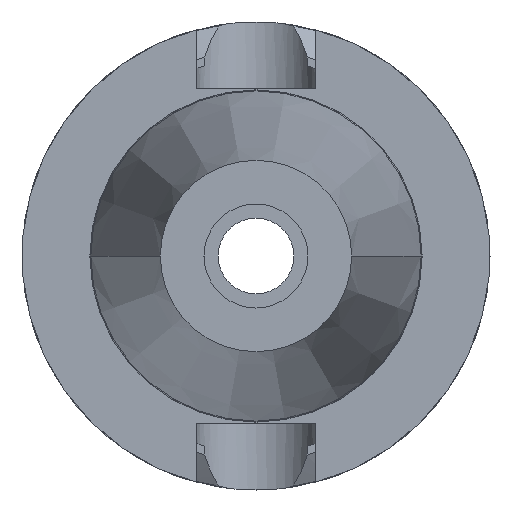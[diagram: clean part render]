
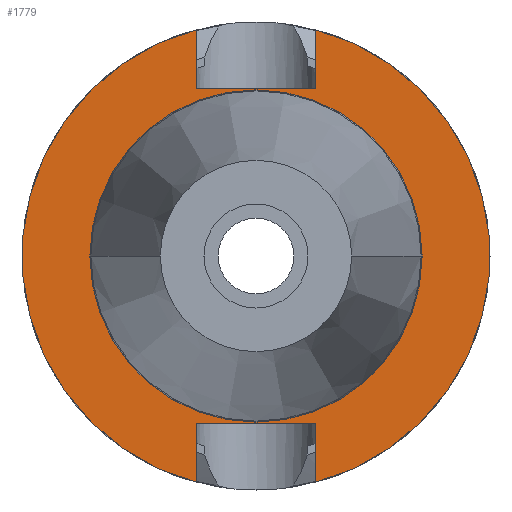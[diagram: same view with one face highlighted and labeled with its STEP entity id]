
A CAD part, left-side view. The second image highlights one B-rep face of the part: STEP entity #1779.
In plain terms, the highlighted planar face has unit normal (-1, 0, 0).
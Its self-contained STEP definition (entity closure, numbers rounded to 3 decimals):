
#326=CARTESIAN_POINT('',(2.,0.,0.));
#327=DIRECTION('',(-1.,0.,0.));
#328=DIRECTION('',(0.,0.256,0.967));
#329=AXIS2_PLACEMENT_3D('',#326,#327,#328);
#341=CARTESIAN_POINT('',(2.,0.,0.));
#342=DIRECTION('',(-1.,0.,0.));
#343=DIRECTION('',(0.,-0.256,-0.967));
#344=AXIS2_PLACEMENT_3D('',#341,#342,#343);
#364=DIRECTION('',(0.,1.,0.));
#365=VECTOR('',#364,16.1);
#366=CARTESIAN_POINT('',(2.,-8.05,-22.6));
#367=LINE('',#366,#365);
#371=DIRECTION('',(0.,0.,1.));
#372=VECTOR('',#371,7.854);
#373=CARTESIAN_POINT('',(2.,8.05,-30.454));
#374=LINE('',#373,#372);
#378=DIRECTION('',(0.,0.,-1.));
#379=VECTOR('',#378,7.854);
#380=CARTESIAN_POINT('',(2.,8.05,30.454));
#381=LINE('',#380,#379);
#385=DIRECTION('',(0.,1.,0.));
#386=VECTOR('',#385,16.1);
#387=CARTESIAN_POINT('',(2.,-8.05,22.6));
#388=LINE('',#387,#386);
#392=DIRECTION('',(0.,0.,-1.));
#393=VECTOR('',#392,7.854);
#394=CARTESIAN_POINT('',(2.,-8.05,30.454));
#395=LINE('',#394,#393);
#399=DIRECTION('',(0.,0.,1.));
#400=VECTOR('',#399,7.854);
#401=CARTESIAN_POINT('',(2.,-8.05,-30.454));
#402=LINE('',#401,#400);
#420=CARTESIAN_POINT('',(2.,0.,0.));
#421=DIRECTION('',(-1.,0.,0.));
#422=DIRECTION('',(0.,1.,0.));
#423=AXIS2_PLACEMENT_3D('',#420,#421,#422);
#428=CARTESIAN_POINT('',(2.,0.,0.));
#429=DIRECTION('',(1.,0.,0.));
#430=DIRECTION('',(0.,1.,0.));
#431=AXIS2_PLACEMENT_3D('',#428,#429,#430);
#1332=CARTESIAN_POINT('',(2.,22.248,0.));
#1334=VERTEX_POINT('',#1332);
#1342=CARTESIAN_POINT('',(2.,-22.248,0.));
#1344=VERTEX_POINT('',#1342);
#1372=CARTESIAN_POINT('',(2.,8.05,30.454));
#1373=VERTEX_POINT('',#1372);
#1374=CARTESIAN_POINT('',(2.,-8.05,30.454));
#1375=VERTEX_POINT('',#1374);
#1376=CARTESIAN_POINT('',(2.,-8.05,22.6));
#1377=CARTESIAN_POINT('',(2.,8.05,22.6));
#1378=VERTEX_POINT('',#1376);
#1379=VERTEX_POINT('',#1377);
#1400=CARTESIAN_POINT('',(2.,8.05,-30.454));
#1401=VERTEX_POINT('',#1400);
#1402=CARTESIAN_POINT('',(2.,-8.05,-30.454));
#1403=VERTEX_POINT('',#1402);
#1404=CARTESIAN_POINT('',(2.,-8.05,-22.6));
#1405=CARTESIAN_POINT('',(2.,8.05,-22.6));
#1406=VERTEX_POINT('',#1404);
#1407=VERTEX_POINT('',#1405);
#1754=CARTESIAN_POINT('',(2.,0.,0.));
#1755=DIRECTION('',(1.,0.,0.));
#1756=DIRECTION('',(0.,-1.,0.));
#1757=AXIS2_PLACEMENT_3D('',#1754,#1755,#1756);
#1758=PLANE('',#1757);
#1760=ORIENTED_EDGE('',*,*,#1759,.T.);
#1761=ORIENTED_EDGE('',*,*,#1713,.F.);
#1762=ORIENTED_EDGE('',*,*,#1734,.F.);
#1763=ORIENTED_EDGE('',*,*,#1667,.T.);
#1765=ORIENTED_EDGE('',*,*,#1764,.F.);
#1767=ORIENTED_EDGE('',*,*,#1766,.F.);
#1768=ORIENTED_EDGE('',*,*,#1746,.F.);
#1770=ORIENTED_EDGE('',*,*,#1769,.T.);
#1771=EDGE_LOOP('',(#1760,#1761,#1762,#1763,#1765,#1767,#1768,#1770));
#1772=FACE_OUTER_BOUND('',#1771,.F.);
#1774=ORIENTED_EDGE('',*,*,#1773,.T.);
#1776=ORIENTED_EDGE('',*,*,#1775,.F.);
#1777=EDGE_LOOP('',(#1774,#1776));
#1778=FACE_BOUND('',#1777,.F.);
#330=CIRCLE('',#329,31.5);
#345=CIRCLE('',#344,31.5);
#424=CIRCLE('',#423,22.248);
#432=CIRCLE('',#431,22.248);
#1667=EDGE_CURVE('',#1373,#1379,#381,.T.);
#1713=EDGE_CURVE('',#1401,#1407,#374,.T.);
#1734=EDGE_CURVE('',#1373,#1401,#330,.T.);
#1746=EDGE_CURVE('',#1403,#1375,#345,.T.);
#1759=EDGE_CURVE('',#1406,#1407,#367,.T.);
#1764=EDGE_CURVE('',#1378,#1379,#388,.T.);
#1766=EDGE_CURVE('',#1375,#1378,#395,.T.);
#1769=EDGE_CURVE('',#1403,#1406,#402,.T.);
#1773=EDGE_CURVE('',#1334,#1344,#424,.T.);
#1775=EDGE_CURVE('',#1334,#1344,#432,.T.);
#1779=ADVANCED_FACE('',(#1772,#1778),#1758,.F.);
